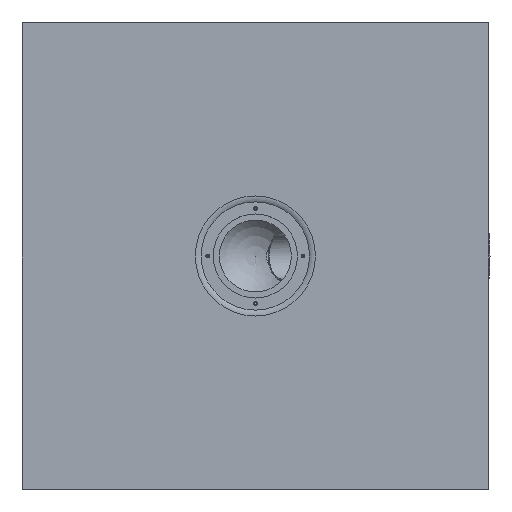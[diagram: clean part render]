
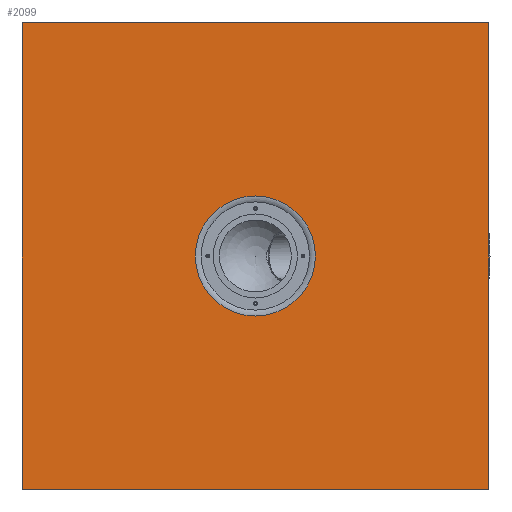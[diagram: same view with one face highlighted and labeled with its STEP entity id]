
A CAD part, top view. The second image highlights one B-rep face of the part: STEP entity #2099.
In plain terms, the highlighted planar face has unit normal (0, 0, 1).
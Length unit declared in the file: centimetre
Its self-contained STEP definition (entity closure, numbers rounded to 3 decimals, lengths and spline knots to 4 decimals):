
#117=FACE_BOUND('',#588,.T.);
#133=PLANE('',#2400);
#216=LINE('',#4378,#289);
#220=LINE('',#4385,#293);
#223=LINE('',#4391,#296);
#224=LINE('',#4393,#297);
#289=VECTOR('',#3042,1.);
#293=VECTOR('',#3048,1.);
#296=VECTOR('',#3053,1.);
#297=VECTOR('',#3056,1.);
#446=FACE_OUTER_BOUND('',#587,.T.);
#587=EDGE_LOOP('',(#1855,#1856,#1857,#1858));
#588=EDGE_LOOP('',(#1859));
#765=CIRCLE('',#2370,64.3137);
#960=VERTEX_POINT('',#4329);
#975=VERTEX_POINT('',#4375);
#976=VERTEX_POINT('',#4377);
#978=VERTEX_POINT('',#4383);
#980=VERTEX_POINT('',#4389);
#1249=EDGE_CURVE('',#960,#960,#765,.T.);
#1272=EDGE_CURVE('',#975,#976,#216,.T.);
#1276=EDGE_CURVE('',#978,#975,#220,.T.);
#1279=EDGE_CURVE('',#980,#978,#223,.T.);
#1280=EDGE_CURVE('',#976,#980,#224,.T.);
#1855=ORIENTED_EDGE('',*,*,#1272,.F.);
#1856=ORIENTED_EDGE('',*,*,#1276,.F.);
#1857=ORIENTED_EDGE('',*,*,#1279,.F.);
#1858=ORIENTED_EDGE('',*,*,#1280,.F.);
#1859=ORIENTED_EDGE('',*,*,#1249,.T.);
#2099=ADVANCED_FACE('',(#446,#117),#133,.F.);
#2370=AXIS2_PLACEMENT_3D('',#4330,#2982,#2983);
#2400=AXIS2_PLACEMENT_3D('',#4392,#3054,#3055);
#2982=DIRECTION('center_axis',(0.,0.,-1.));
#2983=DIRECTION('ref_axis',(1.,0.,0.));
#3042=DIRECTION('',(0.,-1.,0.));
#3048=DIRECTION('',(1.,0.,0.));
#3053=DIRECTION('',(0.,1.,0.));
#3054=DIRECTION('center_axis',(0.,0.,-1.));
#3055=DIRECTION('ref_axis',(-1.,0.,0.));
#3056=DIRECTION('',(-1.,0.,0.));
#4329=CARTESIAN_POINT('',(1008.9395,184.3313,128.));
#4330=CARTESIAN_POINT('Origin',(1008.9395,248.645,128.));
#4375=CARTESIAN_POINT('',(1258.9395,498.645,128.));
#4377=CARTESIAN_POINT('',(1258.9395,-1.355,128.));
#4378=CARTESIAN_POINT('',(1258.9395,248.645,128.));
#4383=CARTESIAN_POINT('',(758.9395,498.645,128.));
#4385=CARTESIAN_POINT('',(1008.9395,498.645,128.));
#4389=CARTESIAN_POINT('',(758.9395,-1.355,128.));
#4391=CARTESIAN_POINT('',(758.9395,248.645,128.));
#4392=CARTESIAN_POINT('Origin',(1008.9395,248.645,128.));
#4393=CARTESIAN_POINT('',(1008.9395,-1.355,128.));
